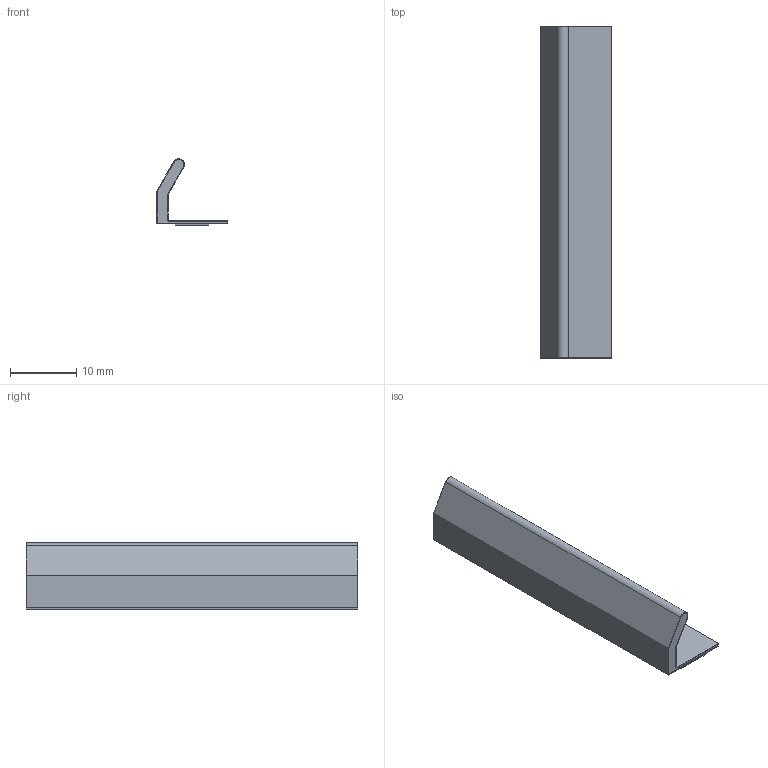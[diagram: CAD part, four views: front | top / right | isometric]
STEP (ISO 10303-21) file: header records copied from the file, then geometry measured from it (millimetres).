
FILE_DESCRIPTION( ( 'Unknown' ), '1' );
FILE_NAME( '3091009.stp', 'Unknown', ( 'Unknown' ), ( 'Unknown' ), 'XStep 1.0', 'Unknown', ' ' );
FILE_SCHEMA( ( 'automotive_design' ) );
Length unit declared in the file: millimetre
Products named in the file (1): 1
Bounding box: 10.7 x 50 x 10 mm (x, y, z)
Volume: 1172.7 mm3; surface area: 2141.4 mm2
Topology: 1 solids, 1 shells, 36 faces, 93 edges, 62 vertices
Faces by surface type: plane 30, cylinder 6
Entity records: 1393 total; most frequent: CARTESIAN_POINT 192, ORIENTED_EDGE 186, DIRECTION 179, EDGE_CURVE 93, LINE 81, VECTOR 81, VERTEX_POINT 62, AXIS2_PLACEMENT_3D 49
